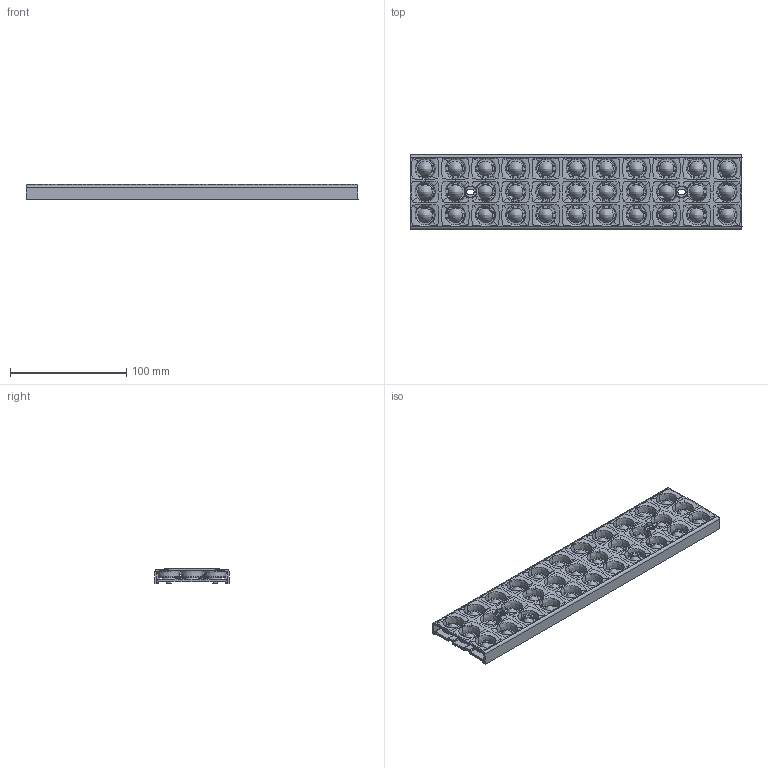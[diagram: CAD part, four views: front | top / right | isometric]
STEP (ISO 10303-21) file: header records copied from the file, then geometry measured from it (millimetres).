
FILE_DESCRIPTION (( 'STEP AP203' ), '1' );
FILE_NAME ('12927-COMBO Rev1 Customer.STEP', '2021-06-03T16:24:01', ( '' ), ( '' ), 'SwSTEP 2.0', 'SolidWorks 2019', '' );
FILE_SCHEMA (( 'CONFIG_CONTROL_DESIGN' ));
Length unit declared in the file: millimetre
Products named in the file (3): 60147 Rev2 Baffle Customer; 12927-COMBO Rev1 Customer; 12927 Rev2 Optic Customer
Assembly tree (2 placements, depth 2):
  12927-COMBO Rev1 Customer
    12927 Rev2 Optic Customer
    60147 Rev2 Baffle Customer
Bounding box: 286 x 64.6 x 13.1 mm (x, y, z)
Volume: 32497.4 mm3; surface area: 100910.2 mm2
Topology: 1 solids, 2 shells, 2996 faces, 8933 edges, 5944 vertices
Faces by surface type: bspline 1221, plane 813, cylinder 764, cone 144, torus 34, sphere 20
Entity records: 308899 total; most frequent: CARTESIAN_POINT 240971, ORIENTED_EDGE 17708, DIRECTION 9041, EDGE_CURVE 8857, VERTEX_POINT 5943, B_SPLINE_CURVE_WITH_KNOTS 4535, AXIS2_PLACEMENT_3D 3247, EDGE_LOOP 3166
